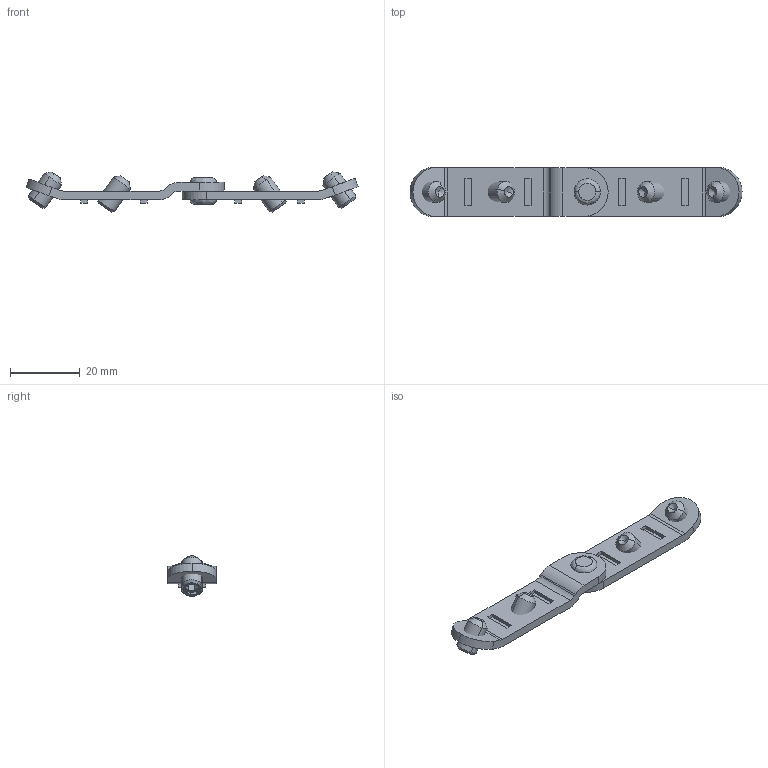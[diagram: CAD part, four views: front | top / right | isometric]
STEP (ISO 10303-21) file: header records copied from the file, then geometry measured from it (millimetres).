
FILE_DESCRIPTION (( 'STEP AP203' ), '1' );
FILE_NAME ('282312001_c_1.STEP', '2022-12-02T04:53:39', ( '' ), ( '' ), 'SwSTEP 2.0', 'SolidWorks 2014', '' );
FILE_SCHEMA (( 'CONFIG_CONTROL_DESIGN' ));
Length unit declared in the file: millimetre
Products named in the file (5): Niet GVB8; DIN 916  (Regelgewinde) M6  x  10; GVB8-Gelenk2; GVB8-Gelenk; 282312001_c_1
Assembly tree (7 placements, depth 2):
  282312001_c_1
    GVB8-Gelenk
    GVB8-Gelenk2
    Niet GVB8
    DIN 916  (Regelgewinde) M6  x  10  x4
Bounding box: 95.1 x 14 x 11.57 mm (x, y, z)
Volume: 4378.8 mm3; surface area: 4933.3 mm2
Topology: 7 solids, 7 shells, 185 faces, 415 edges, 242 vertices
Faces by surface type: plane 112, cylinder 37, cone 32, bspline 4
Entity records: 3984 total; most frequent: CARTESIAN_POINT 695, DIRECTION 561, ORIENTED_EDGE 546, EDGE_CURVE 273, LINE 189, VECTOR 189, AXIS2_PLACEMENT_3D 186, VERTEX_POINT 176
